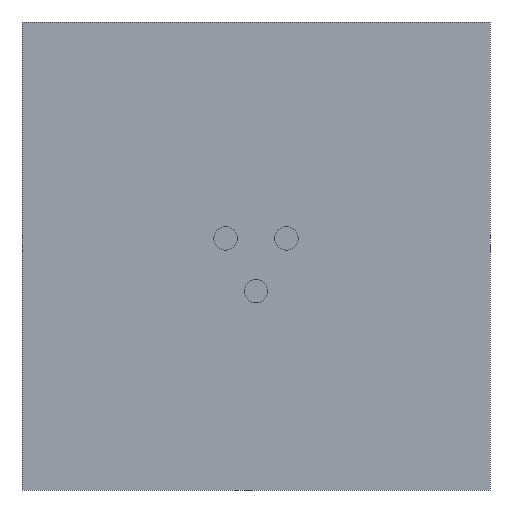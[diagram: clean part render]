
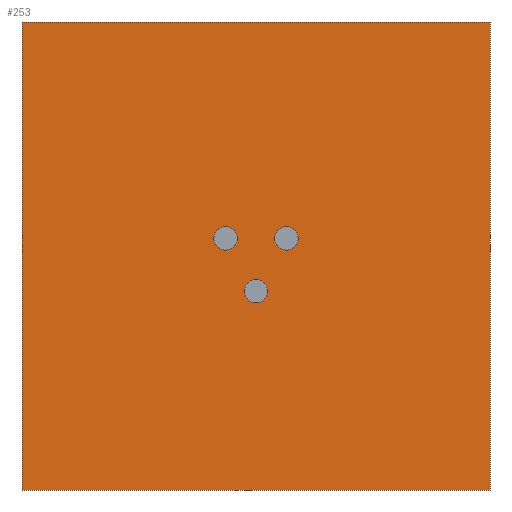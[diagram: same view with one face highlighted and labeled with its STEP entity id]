
A CAD part, front view. The second image highlights one B-rep face of the part: STEP entity #253.
In plain terms, the highlighted planar face has unit normal (0, -1, 0).
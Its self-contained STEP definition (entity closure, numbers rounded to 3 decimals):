
#24=FACE_BOUND('',#69,.T.);
#25=FACE_BOUND('',#70,.T.);
#26=FACE_BOUND('',#71,.T.);
#32=PLANE('',#303);
#47=FACE_OUTER_BOUND('',#68,.T.);
#68=EDGE_LOOP('',(#214,#215,#216,#217));
#69=EDGE_LOOP('',(#218));
#70=EDGE_LOOP('',(#219));
#71=EDGE_LOOP('',(#220));
#84=LINE('',#421,#102);
#88=LINE('',#429,#106);
#91=LINE('',#435,#109);
#94=LINE('',#440,#112);
#102=VECTOR('',#344,10.);
#106=VECTOR('',#350,10.);
#109=VECTOR('',#355,10.);
#112=VECTOR('',#360,10.);
#117=CIRCLE('',#290,0.01);
#119=CIRCLE('',#293,0.01);
#121=CIRCLE('',#296,0.01);
#129=VERTEX_POINT('',#401);
#131=VERTEX_POINT('',#407);
#133=VERTEX_POINT('',#413);
#135=VERTEX_POINT('',#419);
#136=VERTEX_POINT('',#420);
#139=VERTEX_POINT('',#428);
#141=VERTEX_POINT('',#434);
#149=EDGE_CURVE('',#129,#129,#117,.T.);
#152=EDGE_CURVE('',#131,#131,#119,.T.);
#155=EDGE_CURVE('',#133,#133,#121,.T.);
#158=EDGE_CURVE('',#135,#136,#84,.T.);
#162=EDGE_CURVE('',#139,#135,#88,.T.);
#165=EDGE_CURVE('',#141,#139,#91,.T.);
#168=EDGE_CURVE('',#136,#141,#94,.T.);
#214=ORIENTED_EDGE('',*,*,#168,.F.);
#215=ORIENTED_EDGE('',*,*,#158,.F.);
#216=ORIENTED_EDGE('',*,*,#162,.F.);
#217=ORIENTED_EDGE('',*,*,#165,.F.);
#218=ORIENTED_EDGE('',*,*,#155,.F.);
#219=ORIENTED_EDGE('',*,*,#152,.F.);
#220=ORIENTED_EDGE('',*,*,#149,.F.);
#253=ADVANCED_FACE('',(#47,#24,#25,#26),#32,.F.);
#290=AXIS2_PLACEMENT_3D('',#402,#323,#324);
#293=AXIS2_PLACEMENT_3D('',#408,#330,#331);
#296=AXIS2_PLACEMENT_3D('',#414,#337,#338);
#303=AXIS2_PLACEMENT_3D('',#443,#364,#365);
#323=DIRECTION('center_axis',(0.,-1.,0.));
#324=DIRECTION('ref_axis',(1.,0.,0.));
#330=DIRECTION('center_axis',(0.,-1.,0.));
#331=DIRECTION('ref_axis',(1.,0.,0.));
#337=DIRECTION('center_axis',(0.,-1.,0.));
#338=DIRECTION('ref_axis',(1.,0.,0.));
#344=DIRECTION('',(1.,0.,0.));
#350=DIRECTION('',(0.,0.,1.));
#355=DIRECTION('',(-1.,0.,0.));
#360=DIRECTION('',(0.,0.,-1.));
#364=DIRECTION('center_axis',(0.,1.,0.));
#365=DIRECTION('ref_axis',(0.,0.,1.));
#401=CARTESIAN_POINT('',(0.016,0.,0.015));
#402=CARTESIAN_POINT('Origin',(0.026,0.,0.015));
#407=CARTESIAN_POINT('',(-0.036,0.,0.015));
#408=CARTESIAN_POINT('Origin',(-0.026,0.,0.015));
#413=CARTESIAN_POINT('',(-0.01,0.,-0.03));
#414=CARTESIAN_POINT('Origin',(0.,0.,-0.03));
#419=CARTESIAN_POINT('',(-0.2,0.,0.2));
#420=CARTESIAN_POINT('',(0.2,0.,0.2));
#421=CARTESIAN_POINT('',(-0.2,0.,0.2));
#428=CARTESIAN_POINT('',(-0.2,0.,-0.2));
#429=CARTESIAN_POINT('',(-0.2,0.,-0.2));
#434=CARTESIAN_POINT('',(0.2,0.,-0.2));
#435=CARTESIAN_POINT('',(0.2,0.,-0.2));
#440=CARTESIAN_POINT('',(0.2,0.,0.2));
#443=CARTESIAN_POINT('Origin',(0.,0.,0.));
